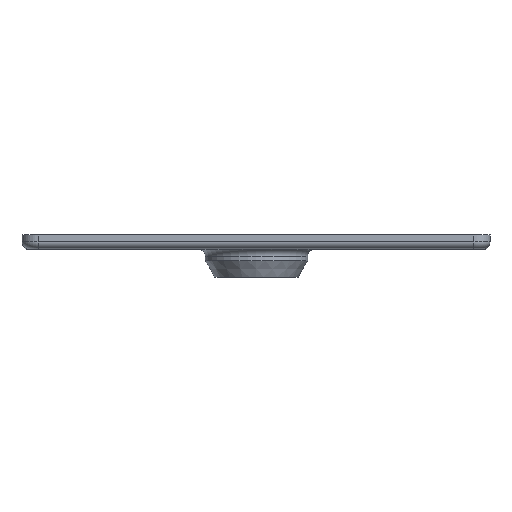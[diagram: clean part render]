
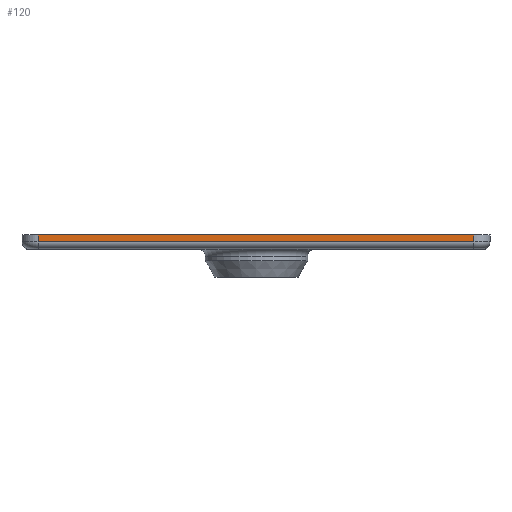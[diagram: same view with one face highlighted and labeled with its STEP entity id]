
A CAD part, top view. The second image highlights one B-rep face of the part: STEP entity #120.
In plain terms, the highlighted planar face has unit normal (0, 0, 1).
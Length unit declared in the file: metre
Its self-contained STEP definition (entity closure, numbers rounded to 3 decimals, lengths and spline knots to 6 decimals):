
#120 = ADVANCED_FACE( '', ( #318 ), #319, .T. );
#318 = FACE_OUTER_BOUND( '', #595, .T. );
#319 = PLANE( '', #596 );
#595 = EDGE_LOOP( '', ( #944, #945, #946, #947 ) );
#596 = AXIS2_PLACEMENT_3D( '', #948, #949, #950 );
#944 = ORIENTED_EDGE( '', *, *, #1601, .T. );
#945 = ORIENTED_EDGE( '', *, *, #1602, .T. );
#946 = ORIENTED_EDGE( '', *, *, #1603, .F. );
#947 = ORIENTED_EDGE( '', *, *, #1604, .T. );
#948 = CARTESIAN_POINT( '', ( -0.0001, 0., 0.037602 ) );
#949 = DIRECTION( '', ( 0., 0., 1. ) );
#950 = DIRECTION( '', ( -1., 0., 0. ) );
#1601 = EDGE_CURVE( '', #1947, #1948, #1949, .T. );
#1602 = EDGE_CURVE( '', #1948, #1950, #1951, .F. );
#1603 = EDGE_CURVE( '', #1952, #1950, #1953, .T. );
#1604 = EDGE_CURVE( '', #1952, #1947, #1954, .T. );
#1947 = VERTEX_POINT( '', #2416 );
#1948 = VERTEX_POINT( '', #2417 );
#1949 = LINE( '', #2418, #2419 );
#1950 = VERTEX_POINT( '', #2420 );
#1951 = LINE( '', #2421, #2422 );
#1952 = VERTEX_POINT( '', #2423 );
#1953 = LINE( '', #2424, #2425 );
#1954 = LINE( '', #2426, #2427 );
#2416 = CARTESIAN_POINT( '', ( -0.046802, 0.003, 0.037602 ) );
#2417 = CARTESIAN_POINT( '', ( -0.046802, 0.0015, 0.037602 ) );
#2418 = CARTESIAN_POINT( '', ( -0.046802, 0., 0.037602 ) );
#2419 = VECTOR( '', #2851, 1. );
#2420 = CARTESIAN_POINT( '', ( 0.046602, 0.0015, 0.037602 ) );
#2421 = CARTESIAN_POINT( '', ( -0.0001, 0.0015, 0.037602 ) );
#2422 = VECTOR( '', #2852, 1. );
#2423 = CARTESIAN_POINT( '', ( 0.046602, 0.003, 0.037602 ) );
#2424 = CARTESIAN_POINT( '', ( 0.046602, 0., 0.037602 ) );
#2425 = VECTOR( '', #2853, 1. );
#2426 = CARTESIAN_POINT( '', ( -0.0001, 0.003, 0.037602 ) );
#2427 = VECTOR( '', #2854, 1. );
#2851 = DIRECTION( '', ( 0., -1., 0. ) );
#2852 = DIRECTION( '', ( -1., 0., 0. ) );
#2853 = DIRECTION( '', ( 0., -1., 0. ) );
#2854 = DIRECTION( '', ( -1., 0., 0. ) );
